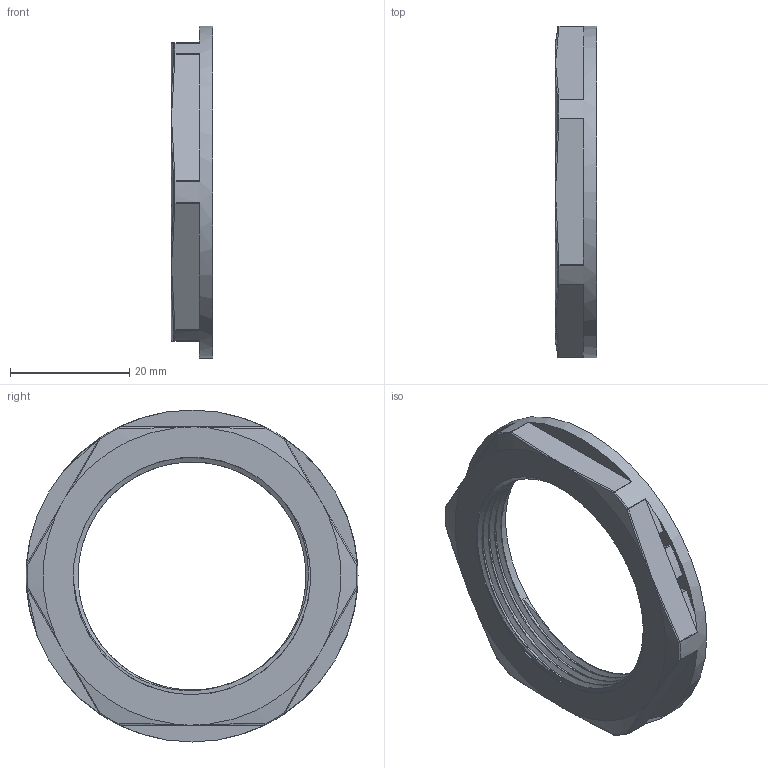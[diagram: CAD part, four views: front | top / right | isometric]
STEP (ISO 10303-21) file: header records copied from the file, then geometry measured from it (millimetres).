
FILE_DESCRIPTION(/* description */ ('Gegenmutter mit Bund M 40x1,5'),/* implementation_level */ '2;1');
FILE_NAME(/* name */ '12096540-RST.stp',/* time_stamp */ '2022-02-08T11:49:43+01:00',/* author */ ('sl'),/* organization */ (''),/* preprocessor_version */ 'ST-DEVELOPER v16.5',/* originating_system */ 'Autodesk Inventor 2017',/* authorisation */ '');
FILE_SCHEMA (('AUTOMOTIVE_DESIGN { 1 0 10303 214 3 1 1 }'));
Length unit declared in the file: millimetre
Products named in the file (1): 12096540
Bounding box: 6.95 x 55.7 x 55.7 mm (x, y, z)
Volume: 5579.8 mm3; surface area: 6224.6 mm2
Topology: 1 solids, 1 shells, 193 faces, 493 edges, 302 vertices
Faces by surface type: cylinder 80, plane 63, bspline 26, sphere 12, torus 6, cone 6
Full cylindrical faces by diameter (mm): 39.822 x4, 55.7 x1
Entity records: 7010 total; most frequent: CARTESIAN_POINT 2481, DIRECTION 970, ORIENTED_EDGE 930, EDGE_CURVE 465, AXIS2_PLACEMENT_3D 385, VERTEX_POINT 292, CIRCLE 221, EDGE_LOOP 205
